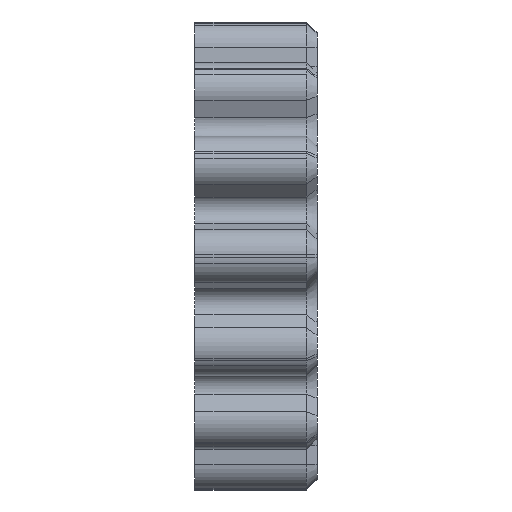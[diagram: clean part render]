
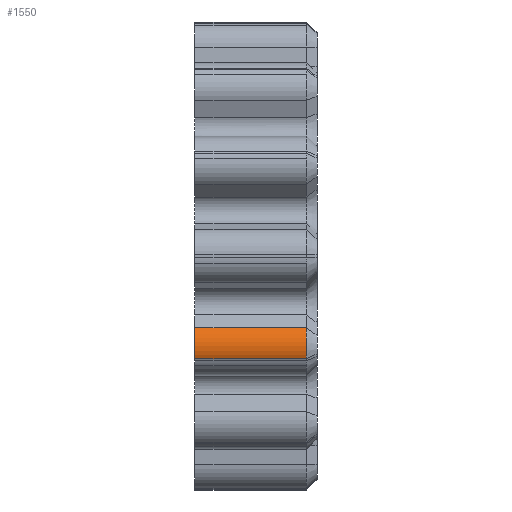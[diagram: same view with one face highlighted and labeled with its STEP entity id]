
A CAD part, front view. The second image highlights one B-rep face of the part: STEP entity #1550.
In plain terms, the highlighted cylindrical face has radius 0.5 mm (diameter 1 mm), a partial arc.
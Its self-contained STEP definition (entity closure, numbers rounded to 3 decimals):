
#10 = CARTESIAN_POINT ( 'NONE',  ( 2.1, -3.953, -1.349 ) ) ;
#35 = CYLINDRICAL_SURFACE ( 'NONE', #587, 0.5 ) ;
#38 = EDGE_CURVE ( 'NONE', #2977, #2981, #3496, .T. ) ;
#396 = DIRECTION ( 'NONE',  ( 0., 0., 1. ) ) ;
#472 = CIRCLE ( 'NONE', #5184, 0.5 ) ;
#587 = AXIS2_PLACEMENT_3D ( 'NONE', #5696, #5253, #1922 ) ;
#1000 = ORIENTED_EDGE ( 'NONE', *, *, #2740, .F. ) ;
#1550 = ADVANCED_FACE ( 'NONE', ( #2376 ), #35, .T. ) ;
#1616 = DIRECTION ( 'NONE',  ( 1., 0., 0. ) ) ;
#1922 = DIRECTION ( 'NONE',  ( 0., -0.782, -0.623 ) ) ;
#2026 = DIRECTION ( 'NONE',  ( -1., 0., 0. ) ) ;
#2088 = DIRECTION ( 'NONE',  ( 0., 0.782, 0.623 ) ) ;
#2340 = LINE ( 'NONE', #3184, #5078 ) ;
#2376 = FACE_OUTER_BOUND ( 'NONE', #5244, .T. ) ;
#2491 = VECTOR ( 'NONE', #1616, 1000. ) ;
#2740 = EDGE_CURVE ( 'NONE', #2947, #2977, #472, .T. ) ;
#2947 = VERTEX_POINT ( 'NONE', #4083 ) ;
#2977 = VERTEX_POINT ( 'NONE', #6068 ) ;
#2981 = VERTEX_POINT ( 'NONE', #10 ) ;
#2983 = CARTESIAN_POINT ( 'NONE',  ( 0., -3.613, -1.716 ) ) ;
#3125 = DIRECTION ( 'NONE',  ( -1., 0., 0. ) ) ;
#3184 = CARTESIAN_POINT ( 'NONE',  ( 0., -4.065, -1.93 ) ) ;
#3320 = ORIENTED_EDGE ( 'NONE', *, *, #38, .F. ) ;
#3370 = EDGE_CURVE ( 'NONE', #3914, #2947, #2340, .T. ) ;
#3409 = EDGE_CURVE ( 'NONE', #3914, #2981, #5471, .T. ) ;
#3496 = LINE ( 'NONE', #5382, #2491 ) ;
#3647 = CARTESIAN_POINT ( 'NONE',  ( 2.1, -3.613, -1.716 ) ) ;
#3914 = VERTEX_POINT ( 'NONE', #4258 ) ;
#4083 = CARTESIAN_POINT ( 'NONE',  ( 0., -4.065, -1.93 ) ) ;
#4142 = DIRECTION ( 'NONE',  ( -1., 0., 0. ) ) ;
#4258 = CARTESIAN_POINT ( 'NONE',  ( 2.1, -4.065, -1.93 ) ) ;
#4877 = AXIS2_PLACEMENT_3D ( 'NONE', #3647, #3125, #396 ) ;
#5078 = VECTOR ( 'NONE', #4142, 1000. ) ;
#5184 = AXIS2_PLACEMENT_3D ( 'NONE', #2983, #2026, #2088 ) ;
#5244 = EDGE_LOOP ( 'NONE', ( #6020, #5889, #3320, #1000 ) ) ;
#5253 = DIRECTION ( 'NONE',  ( -1., 0., 0. ) ) ;
#5382 = CARTESIAN_POINT ( 'NONE',  ( 2.3, -3.953, -1.349 ) ) ;
#5471 = CIRCLE ( 'NONE', #4877, 0.5 ) ;
#5696 = CARTESIAN_POINT ( 'NONE',  ( 0., -3.613, -1.716 ) ) ;
#5889 = ORIENTED_EDGE ( 'NONE', *, *, #3409, .T. ) ;
#6020 = ORIENTED_EDGE ( 'NONE', *, *, #3370, .F. ) ;
#6068 = CARTESIAN_POINT ( 'NONE',  ( 0., -3.953, -1.349 ) ) ;
